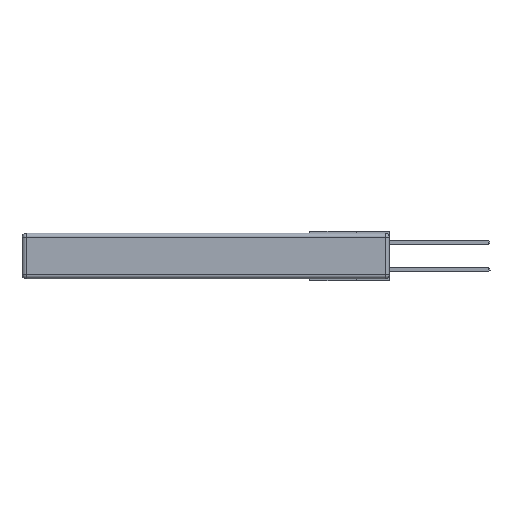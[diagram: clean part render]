
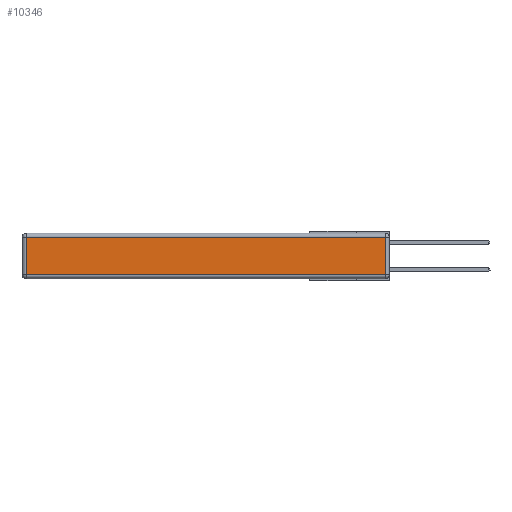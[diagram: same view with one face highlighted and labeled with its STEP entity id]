
A CAD part, left-side view. The second image highlights one B-rep face of the part: STEP entity #10346.
In plain terms, the highlighted planar face has unit normal (-1, 0, 0).
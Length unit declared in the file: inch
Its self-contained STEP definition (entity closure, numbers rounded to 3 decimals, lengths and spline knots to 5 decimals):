
#181 = DIRECTION ( 'NONE',  ( -1., 0., 0. ) ) ;
#275 = VERTEX_POINT ( 'NONE', #9884 ) ;
#394 = CARTESIAN_POINT ( 'NONE',  ( 0., 2.72, -0.03 ) ) ;
#468 = DIRECTION ( 'NONE',  ( 0., 1., 0. ) ) ;
#584 = DIRECTION ( 'NONE',  ( 0., 0., -1. ) ) ;
#621 = VECTOR ( 'NONE', #584, 39.37008 ) ;
#1328 = CARTESIAN_POINT ( 'NONE',  ( 0., 0., -0.343 ) ) ;
#1373 = EDGE_CURVE ( 'NONE', #13268, #12342, #14117, .T. ) ;
#1388 = DIRECTION ( 'NONE',  ( 0., 0., 1. ) ) ;
#1885 = EDGE_LOOP ( 'NONE', ( #13534, #9363, #9360, #1981 ) ) ;
#1981 = ORIENTED_EDGE ( 'NONE', *, *, #7862, .T. ) ;
#2764 = PLANE ( 'NONE',  #15037 ) ;
#4028 = LINE ( 'NONE', #12701, #621 ) ;
#5523 = CARTESIAN_POINT ( 'NONE',  ( 0., 0., -0.313 ) ) ;
#6381 = LINE ( 'NONE', #5523, #12080 ) ;
#7729 = VERTEX_POINT ( 'NONE', #9972 ) ;
#7862 = EDGE_CURVE ( 'NONE', #12342, #7729, #4028, .T. ) ;
#9360 = ORIENTED_EDGE ( 'NONE', *, *, #1373, .T. ) ;
#9363 = ORIENTED_EDGE ( 'NONE', *, *, #14018, .T. ) ;
#9884 = CARTESIAN_POINT ( 'NONE',  ( 0., 0.03, -0.313 ) ) ;
#9972 = CARTESIAN_POINT ( 'NONE',  ( 0., 2.72, -0.313 ) ) ;
#10204 = DIRECTION ( 'NONE',  ( 0., 0., 1. ) ) ;
#10346 = ADVANCED_FACE ( 'NONE', ( #11039 ), #2764, .T. ) ;
#10403 = CARTESIAN_POINT ( 'NONE',  ( 0., 0.03, -0.03 ) ) ;
#11039 = FACE_OUTER_BOUND ( 'NONE', #1885, .T. ) ;
#11601 = EDGE_CURVE ( 'NONE', #7729, #275, #6381, .T. ) ;
#12080 = VECTOR ( 'NONE', #15277, 39.37008 ) ;
#12283 = LINE ( 'NONE', #15122, #15709 ) ;
#12342 = VERTEX_POINT ( 'NONE', #394 ) ;
#12701 = CARTESIAN_POINT ( 'NONE',  ( 0., 2.72, -0.343 ) ) ;
#13268 = VERTEX_POINT ( 'NONE', #10403 ) ;
#13534 = ORIENTED_EDGE ( 'NONE', *, *, #11601, .T. ) ;
#13719 = CARTESIAN_POINT ( 'NONE',  ( 0., 2.75, -0.03 ) ) ;
#14018 = EDGE_CURVE ( 'NONE', #275, #13268, #12283, .T. ) ;
#14117 = LINE ( 'NONE', #13719, #15087 ) ;
#15037 = AXIS2_PLACEMENT_3D ( 'NONE', #1328, #181, #1388 ) ;
#15087 = VECTOR ( 'NONE', #468, 39.37008 ) ;
#15122 = CARTESIAN_POINT ( 'NONE',  ( 0., 0.03, -0.343 ) ) ;
#15277 = DIRECTION ( 'NONE',  ( 0., -1., 0. ) ) ;
#15709 = VECTOR ( 'NONE', #10204, 39.37008 ) ;
